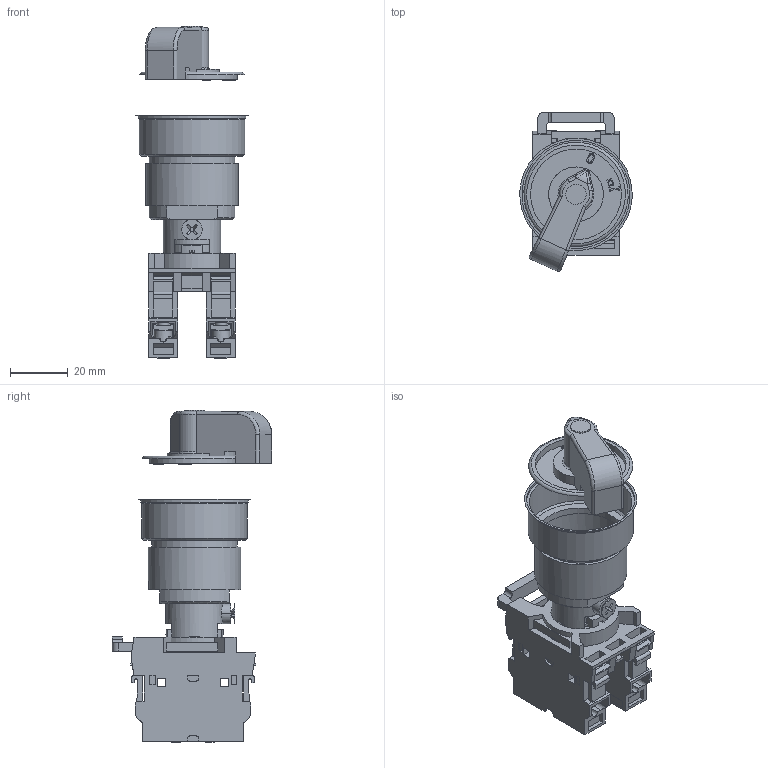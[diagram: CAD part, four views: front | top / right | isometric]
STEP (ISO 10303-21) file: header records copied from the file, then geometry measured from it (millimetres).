
FILE_DESCRIPTION(/* description */ (''),/* implementation_level */ '2;1');
FILE_NAME(/* name */ 'ПГВА1З_М1.stp',/* time_stamp */ '2019-05-23T12:45:17+03:00',/* author */ ('L.A.Ronzhin'),/* organization */ (''),/* preprocessor_version */ 'ST-DEVELOPER v17',/* originating_system */ 'Autodesk Inventor 2018',/* authorisation */ '');
FILE_SCHEMA (('AUTOMOTIVE_DESIGN { 1 0 10303 214 3 1 1 }'));
Length unit declared in the file: millimetre
Products named in the file (1): ПГВА1З_М1
Bounding box: 38.9 x 55.25 x 115.1 mm (x, y, z)
Volume: 78645.7 mm3; surface area: 31363.9 mm2
Topology: 1 solids, 1 shells, 952 faces, 2787 edges, 1830 vertices
Faces by surface type: plane 726, cylinder 119, bspline 62, cone 37, torus 6, sphere 2
Full cylindrical faces by diameter (mm): 4 x5, 4.15 x1, 6.2 x4, 6.5 x4, 7 x2, 7.4 x1, 14.3 x1, 15.45 x1, 19.8 x1, 28.5 x1, 29.75 x1, 31.5 x1, 32 x1, 36.5 x1, 37.5 x1
Entity records: 33253 total; most frequent: CARTESIAN_POINT 7005, ORIENTED_EDGE 5572, DIRECTION 4916, EDGE_CURVE 2786, LINE 2068, VECTOR 2068, VERTEX_POINT 1830, AXIS2_PLACEMENT_3D 1424
